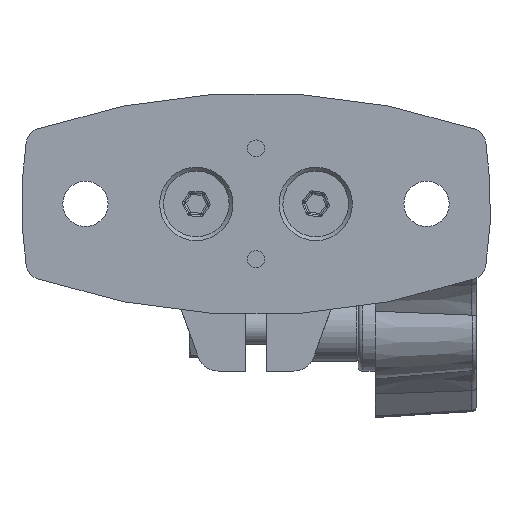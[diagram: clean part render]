
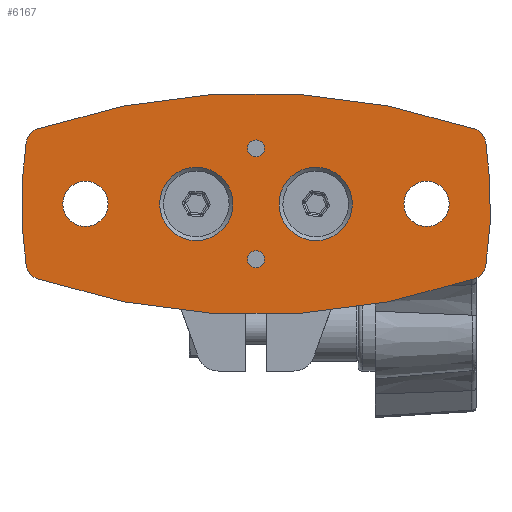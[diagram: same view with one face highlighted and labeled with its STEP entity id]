
A CAD part, front view. The second image highlights one B-rep face of the part: STEP entity #6167.
In plain terms, the highlighted planar face has unit normal (0, -1, 0).
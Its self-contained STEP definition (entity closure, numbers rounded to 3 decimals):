
#789=PLANE($,#6630);
#1255=FACE_BOUND($,#1869,.T.);
#1256=FACE_BOUND($,#1870,.T.);
#1257=FACE_BOUND($,#1871,.T.);
#1258=FACE_BOUND($,#1872,.T.);
#1259=FACE_BOUND($,#1873,.T.);
#1260=FACE_BOUND($,#1874,.T.);
#1429=FACE_OUTER_BOUND($,#1868,.T.);
#1868=EDGE_LOOP($,(#4598,#4599,#4600,#4601,#4602,#4603,#4604,#4605));
#1869=EDGE_LOOP($,(#4606));
#1870=EDGE_LOOP($,(#4607));
#1871=EDGE_LOOP($,(#4608));
#1872=EDGE_LOOP($,(#4609));
#1873=EDGE_LOOP($,(#4610));
#1874=EDGE_LOOP($,(#4611));
#2314=CIRCLE($,#6631,2.);
#2315=CIRCLE($,#6632,47.5);
#2316=CIRCLE($,#6633,2.);
#2317=CIRCLE($,#6634,80.);
#2318=CIRCLE($,#6635,2.);
#2319=CIRCLE($,#6636,47.5);
#2320=CIRCLE($,#6637,2.);
#2321=CIRCLE($,#6638,80.);
#2322=CIRCLE($,#6639,4.3);
#2323=CIRCLE($,#6640,4.3);
#2324=CIRCLE($,#6641,2.65);
#2325=CIRCLE($,#6642,2.65);
#2326=CIRCLE($,#6643,1.);
#2327=CIRCLE($,#6644,1.);
#2818=VERTEX_POINT($,#10500);
#2819=VERTEX_POINT($,#10501);
#2820=VERTEX_POINT($,#10503);
#2821=VERTEX_POINT($,#10505);
#2822=VERTEX_POINT($,#10507);
#2823=VERTEX_POINT($,#10509);
#2824=VERTEX_POINT($,#10511);
#2825=VERTEX_POINT($,#10513);
#2826=VERTEX_POINT($,#10516);
#2827=VERTEX_POINT($,#10518);
#2828=VERTEX_POINT($,#10520);
#2829=VERTEX_POINT($,#10522);
#2830=VERTEX_POINT($,#10524);
#2831=VERTEX_POINT($,#10526);
#3492=EDGE_CURVE($,#2818,#2819,#2314,.T.);
#3493=EDGE_CURVE($,#2818,#2820,#2315,.T.);
#3494=EDGE_CURVE($,#2820,#2821,#2316,.T.);
#3495=EDGE_CURVE($,#2821,#2822,#2317,.T.);
#3496=EDGE_CURVE($,#2823,#2822,#2318,.T.);
#3497=EDGE_CURVE($,#2824,#2823,#2319,.T.);
#3498=EDGE_CURVE($,#2824,#2825,#2320,.T.);
#3499=EDGE_CURVE($,#2825,#2819,#2321,.T.);
#3500=EDGE_CURVE($,#2826,#2826,#2322,.T.);
#3501=EDGE_CURVE($,#2827,#2827,#2323,.T.);
#3502=EDGE_CURVE($,#2828,#2828,#2324,.T.);
#3503=EDGE_CURVE($,#2829,#2829,#2325,.T.);
#3504=EDGE_CURVE($,#2830,#2830,#2326,.T.);
#3505=EDGE_CURVE($,#2831,#2831,#2327,.T.);
#4598=ORIENTED_EDGE($,*,*,#3492,.F.);
#4599=ORIENTED_EDGE($,*,*,#3493,.T.);
#4600=ORIENTED_EDGE($,*,*,#3494,.T.);
#4601=ORIENTED_EDGE($,*,*,#3495,.T.);
#4602=ORIENTED_EDGE($,*,*,#3496,.F.);
#4603=ORIENTED_EDGE($,*,*,#3497,.F.);
#4604=ORIENTED_EDGE($,*,*,#3498,.T.);
#4605=ORIENTED_EDGE($,*,*,#3499,.T.);
#4606=ORIENTED_EDGE($,*,*,#3500,.T.);
#4607=ORIENTED_EDGE($,*,*,#3501,.F.);
#4608=ORIENTED_EDGE($,*,*,#3502,.F.);
#4609=ORIENTED_EDGE($,*,*,#3503,.T.);
#4610=ORIENTED_EDGE($,*,*,#3504,.F.);
#4611=ORIENTED_EDGE($,*,*,#3505,.F.);
#6167=ADVANCED_FACE($,(#1429,#1255,#1256,#1257,#1258,#1259,#1260),#789,
 .F.);
#6630=AXIS2_PLACEMENT_3D($,#10499,#7609,#7610);
#6631=AXIS2_PLACEMENT_3D($,#10502,#7611,#7612);
#6632=AXIS2_PLACEMENT_3D($,#10504,#7613,#7614);
#6633=AXIS2_PLACEMENT_3D($,#10506,#7615,#7616);
#6634=AXIS2_PLACEMENT_3D($,#10508,#7617,#7618);
#6635=AXIS2_PLACEMENT_3D($,#10510,#7619,#7620);
#6636=AXIS2_PLACEMENT_3D($,#10512,#7621,#7622);
#6637=AXIS2_PLACEMENT_3D($,#10514,#7623,#7624);
#6638=AXIS2_PLACEMENT_3D($,#10515,#7625,#7626);
#6639=AXIS2_PLACEMENT_3D($,#10517,#7627,#7628);
#6640=AXIS2_PLACEMENT_3D($,#10519,#7629,#7630);
#6641=AXIS2_PLACEMENT_3D($,#10521,#7631,#7632);
#6642=AXIS2_PLACEMENT_3D($,#10523,#7633,#7634);
#6643=AXIS2_PLACEMENT_3D($,#10525,#7635,#7636);
#6644=AXIS2_PLACEMENT_3D($,#10527,#7637,#7638);
#7609=DIRECTION('center_axis',(0.,1.,0.));
#7610=DIRECTION('ref_axis',(-1.,0.,0.));
#7611=DIRECTION('center_axis',(0.,1.,0.));
#7612=DIRECTION('ref_axis',(-1.,0.,0.));
#7613=DIRECTION('center_axis',(0.,-1.,0.));
#7614=DIRECTION('ref_axis',(1.,0.,0.));
#7615=DIRECTION('center_axis',(0.,-1.,0.));
#7616=DIRECTION('ref_axis',(-1.,0.,0.));
#7617=DIRECTION('center_axis',(0.,-1.,0.));
#7618=DIRECTION('ref_axis',(-1.,0.,0.));
#7619=DIRECTION('center_axis',(0.,1.,0.));
#7620=DIRECTION('ref_axis',(1.,0.,0.));
#7621=DIRECTION('center_axis',(0.,1.,0.));
#7622=DIRECTION('ref_axis',(-1.,0.,0.));
#7623=DIRECTION('center_axis',(0.,-1.,0.));
#7624=DIRECTION('ref_axis',(1.,0.,0.));
#7625=DIRECTION('center_axis',(0.,-1.,0.));
#7626=DIRECTION('ref_axis',(1.,0.,0.));
#7627=DIRECTION('center_axis',(0.,1.,0.));
#7628=DIRECTION('ref_axis',(-1.,0.,0.));
#7629=DIRECTION('center_axis',(0.,-1.,0.));
#7630=DIRECTION('ref_axis',(1.,0.,0.));
#7631=DIRECTION('center_axis',(0.,-1.,0.));
#7632=DIRECTION('ref_axis',(1.,0.,0.));
#7633=DIRECTION('center_axis',(0.,1.,0.));
#7634=DIRECTION('ref_axis',(-1.,0.,0.));
#7635=DIRECTION('center_axis',(0.,-1.,0.));
#7636=DIRECTION('ref_axis',(-1.,0.,0.));
#7637=DIRECTION('center_axis',(0.,-1.,0.));
#7638=DIRECTION('ref_axis',(1.,0.,0.));
#10499=CARTESIAN_POINT('Origin',(24.975,-4.,6.894));
#10500=CARTESIAN_POINT('',(26.952,-4.,-7.197));
#10501=CARTESIAN_POINT('',(25.615,-4.,-8.788));
#10502=CARTESIAN_POINT('Origin',(24.975,-4.,-6.894));
#10503=CARTESIAN_POINT('',(26.952,-4.,7.197));
#10504=CARTESIAN_POINT('Origin',(-20.,-4.,0.));
#10505=CARTESIAN_POINT('',(25.615,-4.,8.788));
#10506=CARTESIAN_POINT('Origin',(24.975,-4.,6.894));
#10507=CARTESIAN_POINT('',(-25.615,-4.,8.788));
#10508=CARTESIAN_POINT('Origin',(0.,-4.,-67.));
#10509=CARTESIAN_POINT('',(-26.952,-4.,7.197));
#10510=CARTESIAN_POINT('Origin',(-24.975,-4.,6.894));
#10511=CARTESIAN_POINT('',(-26.952,-4.,-7.197));
#10512=CARTESIAN_POINT('Origin',(20.,-4.,0.));
#10513=CARTESIAN_POINT('',(-25.615,-4.,-8.788));
#10514=CARTESIAN_POINT('Origin',(-24.975,-4.,-6.894));
#10515=CARTESIAN_POINT('Origin',(0.,-4.,67.));
#10516=CARTESIAN_POINT('',(-11.3,-4.,0.));
#10517=CARTESIAN_POINT('Origin',(-7.,-4.,0.));
#10518=CARTESIAN_POINT('',(11.3,-4.,0.));
#10519=CARTESIAN_POINT('Origin',(7.,-4.,0.));
#10520=CARTESIAN_POINT('',(22.65,-4.,0.));
#10521=CARTESIAN_POINT('Origin',(20.,-4.,0.));
#10522=CARTESIAN_POINT('',(-22.65,-4.,0.));
#10523=CARTESIAN_POINT('Origin',(-20.,-4.,0.));
#10524=CARTESIAN_POINT('',(-1.,-4.,-6.5));
#10525=CARTESIAN_POINT('Origin',(0.,-4.,-6.5));
#10526=CARTESIAN_POINT('',(1.,-4.,6.5));
#10527=CARTESIAN_POINT('Origin',(0.,-4.,6.5));
